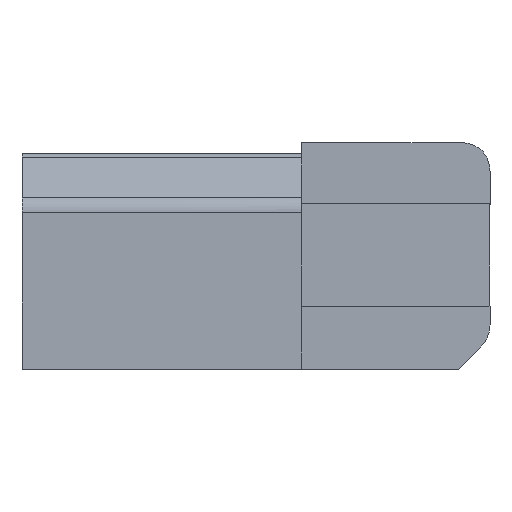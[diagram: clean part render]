
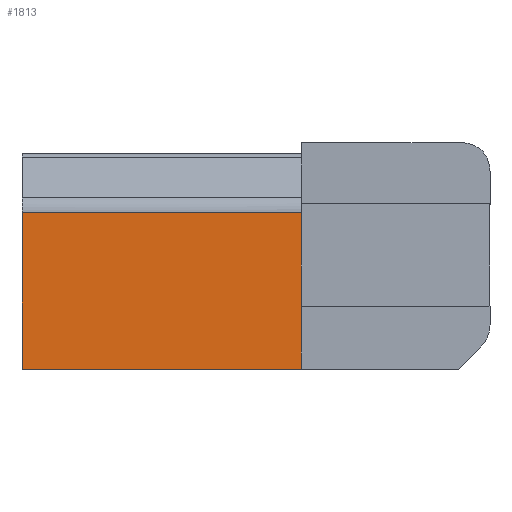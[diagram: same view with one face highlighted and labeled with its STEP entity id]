
A CAD part, front view. The second image highlights one B-rep face of the part: STEP entity #1813.
In plain terms, the highlighted planar face has unit normal (0, -1, 0).
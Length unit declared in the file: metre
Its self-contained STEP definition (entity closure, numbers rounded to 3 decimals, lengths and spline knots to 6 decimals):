
#54=LINE('',#2557,#267);
#132=LINE('',#2731,#345);
#205=LINE('',#2888,#418);
#206=LINE('',#2889,#419);
#207=LINE('',#2891,#420);
#267=VECTOR('',#2068,1.);
#345=VECTOR('',#2216,1.);
#418=VECTOR('',#2353,1.);
#419=VECTOR('',#2354,1.);
#420=VECTOR('',#2355,1.);
#739=ORIENTED_EDGE('',*,*,#1078,.T.);
#740=ORIENTED_EDGE('',*,*,#1158,.T.);
#741=ORIENTED_EDGE('',*,*,#994,.F.);
#742=ORIENTED_EDGE('',*,*,#1159,.F.);
#743=ORIENTED_EDGE('',*,*,#1160,.F.);
#994=EDGE_CURVE('',#1239,#1241,#54,.T.);
#1078=EDGE_CURVE('',#1302,#1301,#132,.T.);
#1158=EDGE_CURVE('',#1301,#1241,#205,.T.);
#1159=EDGE_CURVE('',#1354,#1239,#206,.T.);
#1160=EDGE_CURVE('',#1302,#1354,#207,.T.);
#1239=VERTEX_POINT('',#2555);
#1241=VERTEX_POINT('',#2558);
#1301=VERTEX_POINT('',#2730);
#1302=VERTEX_POINT('',#2732);
#1354=VERTEX_POINT('',#2890);
#1487=EDGE_LOOP('',(#739,#740,#741,#742,#743));
#1618=FACE_BOUND('',#1487,.T.);
#1727=PLANE('',#1950);
#1813=ADVANCED_FACE('',(#1618),#1727,.F.);
#1950=AXIS2_PLACEMENT_3D('',#2887,#2351,#2352);
#2068=DIRECTION('',(1.,0.,0.));
#2216=DIRECTION('',(0.,0.,1.));
#2351=DIRECTION('',(0.,1.,0.));
#2352=DIRECTION('',(0.,0.,1.));
#2353=DIRECTION('',(0.,0.,1.));
#2354=DIRECTION('',(0.,0.,1.));
#2355=DIRECTION('',(-1.,0.,0.));
#2555=CARTESIAN_POINT('',(-0.017225,-0.023976,0.006895));
#2557=CARTESIAN_POINT('',(-0.017225,-0.023976,0.006895));
#2558=CARTESIAN_POINT('',(0.027225,-0.023976,0.006895));
#2730=CARTESIAN_POINT('',(0.027225,-0.023976,-0.00801));
#2731=CARTESIAN_POINT('',(0.027225,-0.023976,0.002247));
#2732=CARTESIAN_POINT('',(0.027225,-0.023976,-0.018016));
#2887=CARTESIAN_POINT('',(0.027225,-0.023976,-0.008005));
#2888=CARTESIAN_POINT('',(0.027225,-0.023976,-0.008005));
#2889=CARTESIAN_POINT('',(-0.017225,-0.023976,-0.008005));
#2890=CARTESIAN_POINT('',(-0.017225,-0.023976,-0.018016));
#2891=CARTESIAN_POINT('',(0.027225,-0.023976,-0.018016));
